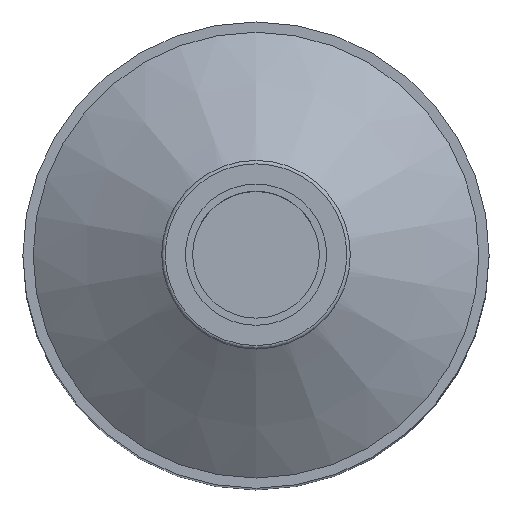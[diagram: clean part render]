
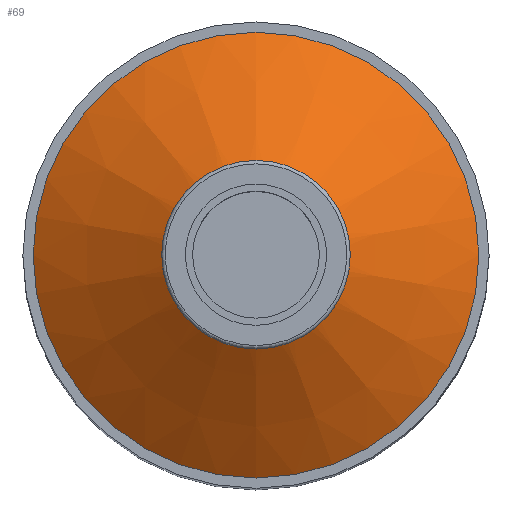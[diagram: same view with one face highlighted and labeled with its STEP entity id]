
A CAD part, top view. The second image highlights one B-rep face of the part: STEP entity #69.
In plain terms, the highlighted conical face has half-angle 56.014 degrees and reference radius 65 mm.
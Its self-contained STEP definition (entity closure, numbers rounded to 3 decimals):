
#69=ADVANCED_FACE('',(#110,#111),#90,.T.);
#90=CONICAL_SURFACE('',#364,65.,56.014);
#110=FACE_BOUND('',#165,.T.);
#111=FACE_BOUND('',#166,.T.);
#165=EDGE_LOOP('',(#221));
#166=EDGE_LOOP('',(#222));
#221=ORIENTED_EDGE('',*,*,#297,.F.);
#222=ORIENTED_EDGE('',*,*,#294,.T.);
#266=VERTEX_POINT('',#536);
#269=VERTEX_POINT('',#547);
#294=EDGE_CURVE('',#266,#266,#322,.T.);
#297=EDGE_CURVE('',#269,#269,#325,.T.);
#322=CIRCLE('',#355,65.);
#325=CIRCLE('',#363,20.5);
#355=AXIS2_PLACEMENT_3D('',#535,#424,#425);
#363=AXIS2_PLACEMENT_3D('',#546,#440,#441);
#364=AXIS2_PLACEMENT_3D('',#548,#442,#443);
#424=DIRECTION('',(0.,0.,1.));
#425=DIRECTION('',(0.,-1.,0.));
#440=DIRECTION('',(0.,0.,1.));
#441=DIRECTION('',(0.,-1.,0.));
#442=DIRECTION('',(0.,0.,-1.));
#443=DIRECTION('',(0.,1.,0.));
#535=CARTESIAN_POINT('',(0.,0.,295.5));
#536=CARTESIAN_POINT('',(0.,-65.,295.5));
#546=CARTESIAN_POINT('',(0.,0.,325.5));
#547=CARTESIAN_POINT('',(0.,-20.5,325.5));
#548=CARTESIAN_POINT('',(0.,0.,295.5));
